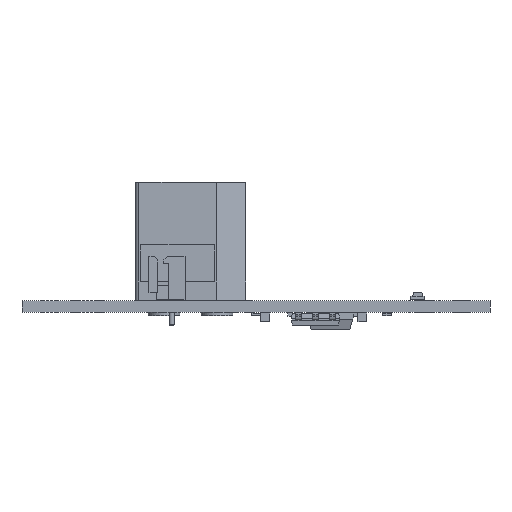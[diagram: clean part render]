
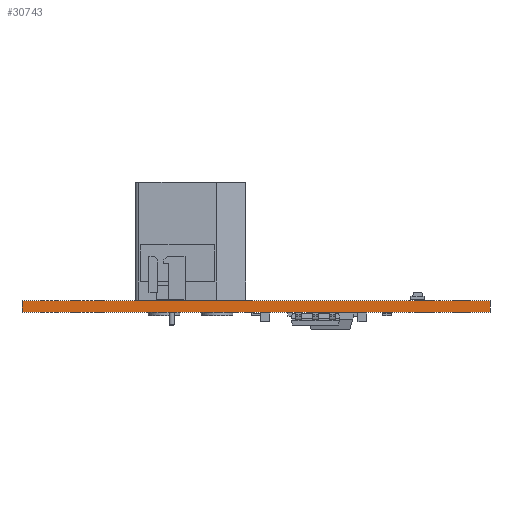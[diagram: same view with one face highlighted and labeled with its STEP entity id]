
A CAD part, front view. The second image highlights one B-rep face of the part: STEP entity #30743.
In plain terms, the highlighted planar face has unit normal (0, -1, 0).
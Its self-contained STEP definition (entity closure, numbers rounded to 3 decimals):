
#30562 = PLANE('',#30563);
#30563 = AXIS2_PLACEMENT_3D('',#30564,#30565,#30566);
#30564 = CARTESIAN_POINT('',(157.48,-71.12,0.));
#30565 = DIRECTION('',(1.,0.,0.));
#30566 = DIRECTION('',(0.,-1.,0.));
#30587 = VERTEX_POINT('',#30588);
#30588 = CARTESIAN_POINT('',(157.48,-144.78,1.6));
#30602 = PLANE('',#30603);
#30603 = AXIS2_PLACEMENT_3D('',#30604,#30605,#30606);
#30604 = CARTESIAN_POINT('',(125.73,-107.95,1.6));
#30605 = DIRECTION('',(0.,0.,-1.));
#30606 = DIRECTION('',(-1.,0.,0.));
#30614 = EDGE_CURVE('',#30615,#30587,#30617,.T.);
#30615 = VERTEX_POINT('',#30616);
#30616 = CARTESIAN_POINT('',(157.48,-144.78,0.));
#30617 = SURFACE_CURVE('',#30618,(#30622,#30629),.PCURVE_S1.);
#30618 = LINE('',#30619,#30620);
#30619 = CARTESIAN_POINT('',(157.48,-144.78,0.));
#30620 = VECTOR('',#30621,1.);
#30621 = DIRECTION('',(0.,0.,1.));
#30622 = PCURVE('',#30562,#30623);
#30623 = DEFINITIONAL_REPRESENTATION('',(#30624),#30628);
#30624 = LINE('',#30625,#30626);
#30625 = CARTESIAN_POINT('',(73.66,0.));
#30626 = VECTOR('',#30627,1.);
#30627 = DIRECTION('',(0.,-1.));
#30628 = ( GEOMETRIC_REPRESENTATION_CONTEXT(2) 
PARAMETRIC_REPRESENTATION_CONTEXT() REPRESENTATION_CONTEXT('2D SPACE',''
  ) );
#30629 = PCURVE('',#30630,#30635);
#30630 = PLANE('',#30631);
#30631 = AXIS2_PLACEMENT_3D('',#30632,#30633,#30634);
#30632 = CARTESIAN_POINT('',(157.48,-144.78,0.));
#30633 = DIRECTION('',(0.,-1.,0.));
#30634 = DIRECTION('',(-1.,0.,0.));
#30635 = DEFINITIONAL_REPRESENTATION('',(#30636),#30640);
#30636 = LINE('',#30637,#30638);
#30637 = CARTESIAN_POINT('',(0.,0.));
#30638 = VECTOR('',#30639,1.);
#30639 = DIRECTION('',(0.,-1.));
#30640 = ( GEOMETRIC_REPRESENTATION_CONTEXT(2) 
PARAMETRIC_REPRESENTATION_CONTEXT() REPRESENTATION_CONTEXT('2D SPACE',''
  ) );
#30656 = PLANE('',#30657);
#30657 = AXIS2_PLACEMENT_3D('',#30658,#30659,#30660);
#30658 = CARTESIAN_POINT('',(125.73,-107.95,0.));
#30659 = DIRECTION('',(0.,0.,-1.));
#30660 = DIRECTION('',(-1.,0.,0.));
#30689 = PLANE('',#30690);
#30690 = AXIS2_PLACEMENT_3D('',#30691,#30692,#30693);
#30691 = CARTESIAN_POINT('',(93.98,-144.78,0.));
#30692 = DIRECTION('',(-1.,0.,0.));
#30693 = DIRECTION('',(0.,1.,0.));
#30743 = ADVANCED_FACE('',(#30744),#30630,.T.);
#30744 = FACE_BOUND('',#30745,.T.);
#30745 = EDGE_LOOP('',(#30746,#30747,#30770,#30793));
#30746 = ORIENTED_EDGE('',*,*,#30614,.T.);
#30747 = ORIENTED_EDGE('',*,*,#30748,.T.);
#30748 = EDGE_CURVE('',#30587,#30749,#30751,.T.);
#30749 = VERTEX_POINT('',#30750);
#30750 = CARTESIAN_POINT('',(93.98,-144.78,1.6));
#30751 = SURFACE_CURVE('',#30752,(#30756,#30763),.PCURVE_S1.);
#30752 = LINE('',#30753,#30754);
#30753 = CARTESIAN_POINT('',(157.48,-144.78,1.6));
#30754 = VECTOR('',#30755,1.);
#30755 = DIRECTION('',(-1.,0.,0.));
#30756 = PCURVE('',#30630,#30757);
#30757 = DEFINITIONAL_REPRESENTATION('',(#30758),#30762);
#30758 = LINE('',#30759,#30760);
#30759 = CARTESIAN_POINT('',(0.,-1.6));
#30760 = VECTOR('',#30761,1.);
#30761 = DIRECTION('',(1.,0.));
#30762 = ( GEOMETRIC_REPRESENTATION_CONTEXT(2) 
PARAMETRIC_REPRESENTATION_CONTEXT() REPRESENTATION_CONTEXT('2D SPACE',''
  ) );
#30763 = PCURVE('',#30602,#30764);
#30764 = DEFINITIONAL_REPRESENTATION('',(#30765),#30769);
#30765 = LINE('',#30766,#30767);
#30766 = CARTESIAN_POINT('',(-31.75,-36.83));
#30767 = VECTOR('',#30768,1.);
#30768 = DIRECTION('',(1.,0.));
#30769 = ( GEOMETRIC_REPRESENTATION_CONTEXT(2) 
PARAMETRIC_REPRESENTATION_CONTEXT() REPRESENTATION_CONTEXT('2D SPACE',''
  ) );
#30770 = ORIENTED_EDGE('',*,*,#30771,.F.);
#30771 = EDGE_CURVE('',#30772,#30749,#30774,.T.);
#30772 = VERTEX_POINT('',#30773);
#30773 = CARTESIAN_POINT('',(93.98,-144.78,0.));
#30774 = SURFACE_CURVE('',#30775,(#30779,#30786),.PCURVE_S1.);
#30775 = LINE('',#30776,#30777);
#30776 = CARTESIAN_POINT('',(93.98,-144.78,0.));
#30777 = VECTOR('',#30778,1.);
#30778 = DIRECTION('',(0.,0.,1.));
#30779 = PCURVE('',#30630,#30780);
#30780 = DEFINITIONAL_REPRESENTATION('',(#30781),#30785);
#30781 = LINE('',#30782,#30783);
#30782 = CARTESIAN_POINT('',(63.5,0.));
#30783 = VECTOR('',#30784,1.);
#30784 = DIRECTION('',(0.,-1.));
#30785 = ( GEOMETRIC_REPRESENTATION_CONTEXT(2) 
PARAMETRIC_REPRESENTATION_CONTEXT() REPRESENTATION_CONTEXT('2D SPACE',''
  ) );
#30786 = PCURVE('',#30689,#30787);
#30787 = DEFINITIONAL_REPRESENTATION('',(#30788),#30792);
#30788 = LINE('',#30789,#30790);
#30789 = CARTESIAN_POINT('',(0.,0.));
#30790 = VECTOR('',#30791,1.);
#30791 = DIRECTION('',(0.,-1.));
#30792 = ( GEOMETRIC_REPRESENTATION_CONTEXT(2) 
PARAMETRIC_REPRESENTATION_CONTEXT() REPRESENTATION_CONTEXT('2D SPACE',''
  ) );
#30793 = ORIENTED_EDGE('',*,*,#30794,.F.);
#30794 = EDGE_CURVE('',#30615,#30772,#30795,.T.);
#30795 = SURFACE_CURVE('',#30796,(#30800,#30807),.PCURVE_S1.);
#30796 = LINE('',#30797,#30798);
#30797 = CARTESIAN_POINT('',(157.48,-144.78,0.));
#30798 = VECTOR('',#30799,1.);
#30799 = DIRECTION('',(-1.,0.,0.));
#30800 = PCURVE('',#30630,#30801);
#30801 = DEFINITIONAL_REPRESENTATION('',(#30802),#30806);
#30802 = LINE('',#30803,#30804);
#30803 = CARTESIAN_POINT('',(0.,0.));
#30804 = VECTOR('',#30805,1.);
#30805 = DIRECTION('',(1.,0.));
#30806 = ( GEOMETRIC_REPRESENTATION_CONTEXT(2) 
PARAMETRIC_REPRESENTATION_CONTEXT() REPRESENTATION_CONTEXT('2D SPACE',''
  ) );
#30807 = PCURVE('',#30656,#30808);
#30808 = DEFINITIONAL_REPRESENTATION('',(#30809),#30813);
#30809 = LINE('',#30810,#30811);
#30810 = CARTESIAN_POINT('',(-31.75,-36.83));
#30811 = VECTOR('',#30812,1.);
#30812 = DIRECTION('',(1.,0.));
#30813 = ( GEOMETRIC_REPRESENTATION_CONTEXT(2) 
PARAMETRIC_REPRESENTATION_CONTEXT() REPRESENTATION_CONTEXT('2D SPACE',''
  ) );
